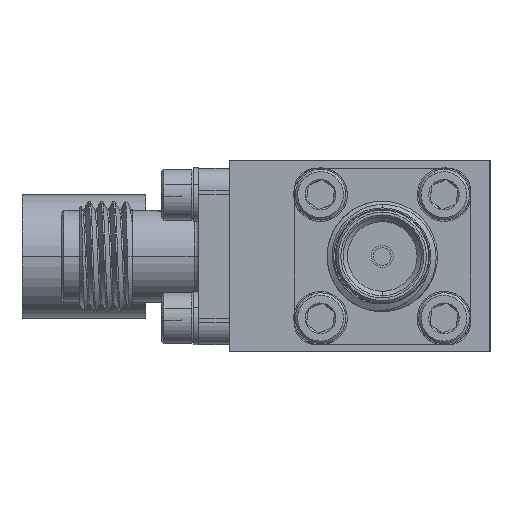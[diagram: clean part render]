
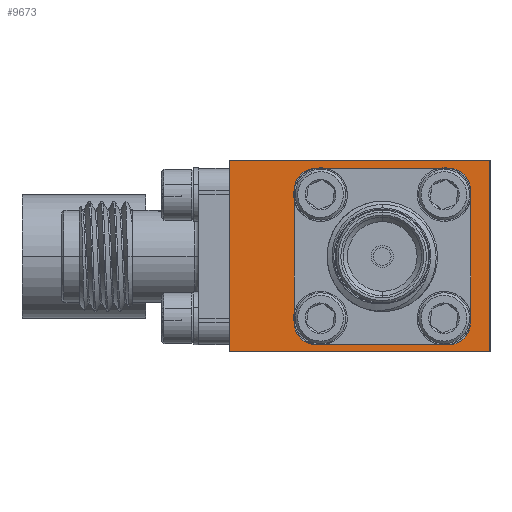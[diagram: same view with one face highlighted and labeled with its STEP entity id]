
A CAD part, left-side view. The second image highlights one B-rep face of the part: STEP entity #9673.
In plain terms, the highlighted planar face has unit normal (-1, 0, 0).
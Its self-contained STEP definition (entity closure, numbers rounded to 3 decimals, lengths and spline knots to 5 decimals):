
#175 = CARTESIAN_POINT ( 'NONE',  ( -2.62, 0.09882, -0.2 ) ) ;
#1266 = EDGE_LOOP ( 'NONE', ( #38652, #25228, #70681, #6196 ) ) ;
#1590 = DIRECTION ( 'NONE',  ( 1., 0., 0. ) ) ;
#2614 = CARTESIAN_POINT ( 'NONE',  ( -2.62, 0.09882, 0.15 ) ) ;
#3362 = VERTEX_POINT ( 'NONE', #20854 ) ;
#3800 = ORIENTED_EDGE ( 'NONE', *, *, #32665, .T. ) ;
#4343 = DIRECTION ( 'NONE',  ( 1., 0., 0. ) ) ;
#4889 = VERTEX_POINT ( 'NONE', #68223 ) ;
#4901 = DIRECTION ( 'NONE',  ( 0., -1., 0. ) ) ;
#5147 = AXIS2_PLACEMENT_3D ( 'NONE', #2614, #13659, #31585 ) ;
#6196 = ORIENTED_EDGE ( 'NONE', *, *, #13384, .T. ) ;
#6658 = CARTESIAN_POINT ( 'NONE',  ( -2.62, -0.25118, 0.15 ) ) ;
#7113 = CARTESIAN_POINT ( 'NONE',  ( -2.62, -0.29528, 0.21654 ) ) ;
#7220 = AXIS2_PLACEMENT_3D ( 'NONE', #47340, #1590, #22654 ) ;
#8098 = CARTESIAN_POINT ( 'NONE',  ( -2.62, 0.14882, -0.2 ) ) ;
#8105 = ORIENTED_EDGE ( 'NONE', *, *, #72647, .F. ) ;
#8119 = DIRECTION ( 'NONE',  ( 0., 0., -1. ) ) ;
#8203 = ORIENTED_EDGE ( 'NONE', *, *, #72401, .F. ) ;
#8819 = CARTESIAN_POINT ( 'NONE',  ( -2.62, 0.14882, -0.15 ) ) ;
#9202 = VECTOR ( 'NONE', #8119, 39.37008 ) ;
#9496 = FACE_BOUND ( 'NONE', #27376, .T. ) ;
#9673 = ADVANCED_FACE ( 'NONE', ( #59525, #9496 ), #33575, .F. ) ;
#10070 = VECTOR ( 'NONE', #49563, 39.37008 ) ;
#10925 = ORIENTED_EDGE ( 'NONE', *, *, #41535, .T. ) ;
#12819 = LINE ( 'NONE', #47352, #9202 ) ;
#13384 = EDGE_CURVE ( 'NONE', #73788, #3362, #12819, .T. ) ;
#13393 = CARTESIAN_POINT ( 'NONE',  ( -2.62, 0.29528, 0.21654 ) ) ;
#13417 = CARTESIAN_POINT ( 'NONE',  ( -2.62, 0.09882, 0.2 ) ) ;
#13659 = DIRECTION ( 'NONE',  ( 1., 0., 0. ) ) ;
#14338 = DIRECTION ( 'NONE',  ( 0., -1., 0. ) ) ;
#15136 = VERTEX_POINT ( 'NONE', #13417 ) ;
#15232 = VERTEX_POINT ( 'NONE', #65566 ) ;
#17634 = ORIENTED_EDGE ( 'NONE', *, *, #56813, .T. ) ;
#17778 = AXIS2_PLACEMENT_3D ( 'NONE', #69487, #35271, #29022 ) ;
#20386 = ORIENTED_EDGE ( 'NONE', *, *, #41918, .F. ) ;
#20753 = LINE ( 'NONE', #8098, #52898 ) ;
#20854 = CARTESIAN_POINT ( 'NONE',  ( -2.62, 0.29528, -0.21654 ) ) ;
#21734 = EDGE_CURVE ( 'NONE', #58009, #15232, #36881, .T. ) ;
#22654 = DIRECTION ( 'NONE',  ( 0., 0., 1. ) ) ;
#23410 = VECTOR ( 'NONE', #31378, 39.37008 ) ;
#23494 = VECTOR ( 'NONE', #70044, 39.37008 ) ;
#23846 = AXIS2_PLACEMENT_3D ( 'NONE', #50562, #4343, #56811 ) ;
#24640 = EDGE_CURVE ( 'NONE', #62755, #47018, #28578, .T. ) ;
#25228 = ORIENTED_EDGE ( 'NONE', *, *, #21734, .F. ) ;
#25881 = VERTEX_POINT ( 'NONE', #50872 ) ;
#26643 = CARTESIAN_POINT ( 'NONE',  ( -2.62, 0.14882, 0.2 ) ) ;
#27312 = CARTESIAN_POINT ( 'NONE',  ( -2.62, 0.14882, 0.2 ) ) ;
#27376 = EDGE_LOOP ( 'NONE', ( #63191, #36695, #20386, #3800, #8105, #17634, #8203, #10925 ) ) ;
#28578 = CIRCLE ( 'NONE', #49915, 0.05 ) ;
#28801 = LINE ( 'NONE', #26643, #70797 ) ;
#29022 = DIRECTION ( 'NONE',  ( 0., 0., 1. ) ) ;
#30391 = CIRCLE ( 'NONE', #5147, 0.05 ) ;
#31378 = DIRECTION ( 'NONE',  ( 0., -1., 0. ) ) ;
#31585 = DIRECTION ( 'NONE',  ( 0., 0., 1. ) ) ;
#32141 = CARTESIAN_POINT ( 'NONE',  ( -2.62, -0.29528, -0.21654 ) ) ;
#32517 = EDGE_CURVE ( 'NONE', #62755, #15136, #46756, .T. ) ;
#32665 = EDGE_CURVE ( 'NONE', #25881, #48535, #53859, .T. ) ;
#33042 = CARTESIAN_POINT ( 'NONE',  ( -2.62, -0.29528, 0.21654 ) ) ;
#33575 = PLANE ( 'NONE',  #23846 ) ;
#34119 = CARTESIAN_POINT ( 'NONE',  ( -2.62, -0.29528, 0.21654 ) ) ;
#35271 = DIRECTION ( 'NONE',  ( 1., 0., 0. ) ) ;
#35599 = LINE ( 'NONE', #34119, #42752 ) ;
#36695 = ORIENTED_EDGE ( 'NONE', *, *, #24640, .T. ) ;
#36881 = LINE ( 'NONE', #7113, #23494 ) ;
#37492 = VERTEX_POINT ( 'NONE', #175 ) ;
#37505 = VECTOR ( 'NONE', #46267, 39.37008 ) ;
#38652 = ORIENTED_EDGE ( 'NONE', *, *, #56055, .T. ) ;
#40344 = CIRCLE ( 'NONE', #7220, 0.05 ) ;
#40799 = CARTESIAN_POINT ( 'NONE',  ( -2.62, -0.20118, -0.2 ) ) ;
#41535 = EDGE_CURVE ( 'NONE', #4889, #15136, #30391, .T. ) ;
#41918 = EDGE_CURVE ( 'NONE', #25881, #47018, #63401, .T. ) ;
#42752 = VECTOR ( 'NONE', #4901, 39.37008 ) ;
#46267 = DIRECTION ( 'NONE',  ( 0., 0., 1. ) ) ;
#46756 = LINE ( 'NONE', #27312, #10070 ) ;
#47018 = VERTEX_POINT ( 'NONE', #6658 ) ;
#47340 = CARTESIAN_POINT ( 'NONE',  ( -2.62, 0.09882, -0.15 ) ) ;
#47352 = CARTESIAN_POINT ( 'NONE',  ( -2.62, 0.29528, 0.21654 ) ) ;
#47951 = DIRECTION ( 'NONE',  ( 0., 0., 1. ) ) ;
#48535 = VERTEX_POINT ( 'NONE', #40799 ) ;
#49563 = DIRECTION ( 'NONE',  ( 0., 1., 0. ) ) ;
#49915 = AXIS2_PLACEMENT_3D ( 'NONE', #58720, #53479, #47951 ) ;
#50562 = CARTESIAN_POINT ( 'NONE',  ( -2.62, -0.29528, 0.21654 ) ) ;
#50872 = CARTESIAN_POINT ( 'NONE',  ( -2.62, -0.25118, -0.15 ) ) ;
#51174 = VERTEX_POINT ( 'NONE', #8819 ) ;
#51940 = CARTESIAN_POINT ( 'NONE',  ( -2.62, -0.20118, 0.2 ) ) ;
#52010 = LINE ( 'NONE', #32141, #23410 ) ;
#52898 = VECTOR ( 'NONE', #14338, 39.37008 ) ;
#53479 = DIRECTION ( 'NONE',  ( 1., 0., 0. ) ) ;
#53859 = CIRCLE ( 'NONE', #17778, 0.05 ) ;
#56055 = EDGE_CURVE ( 'NONE', #3362, #15232, #52010, .T. ) ;
#56811 = DIRECTION ( 'NONE',  ( 0., 0., -1. ) ) ;
#56813 = EDGE_CURVE ( 'NONE', #37492, #51174, #40344, .T. ) ;
#57765 = CARTESIAN_POINT ( 'NONE',  ( -2.62, -0.25118, 0.2 ) ) ;
#58009 = VERTEX_POINT ( 'NONE', #33042 ) ;
#58720 = CARTESIAN_POINT ( 'NONE',  ( -2.62, -0.20118, 0.15 ) ) ;
#59525 = FACE_OUTER_BOUND ( 'NONE', #1266, .T. ) ;
#60159 = EDGE_CURVE ( 'NONE', #73788, #58009, #35599, .T. ) ;
#62755 = VERTEX_POINT ( 'NONE', #51940 ) ;
#63191 = ORIENTED_EDGE ( 'NONE', *, *, #32517, .F. ) ;
#63401 = LINE ( 'NONE', #57765, #37505 ) ;
#65566 = CARTESIAN_POINT ( 'NONE',  ( -2.62, -0.29528, -0.21654 ) ) ;
#66630 = DIRECTION ( 'NONE',  ( 0., 0., -1. ) ) ;
#68223 = CARTESIAN_POINT ( 'NONE',  ( -2.62, 0.14882, 0.15 ) ) ;
#69487 = CARTESIAN_POINT ( 'NONE',  ( -2.62, -0.20118, -0.15 ) ) ;
#70044 = DIRECTION ( 'NONE',  ( 0., 0., -1. ) ) ;
#70681 = ORIENTED_EDGE ( 'NONE', *, *, #60159, .F. ) ;
#70797 = VECTOR ( 'NONE', #66630, 39.37008 ) ;
#72401 = EDGE_CURVE ( 'NONE', #4889, #51174, #28801, .T. ) ;
#72647 = EDGE_CURVE ( 'NONE', #37492, #48535, #20753, .T. ) ;
#73788 = VERTEX_POINT ( 'NONE', #13393 ) ;
